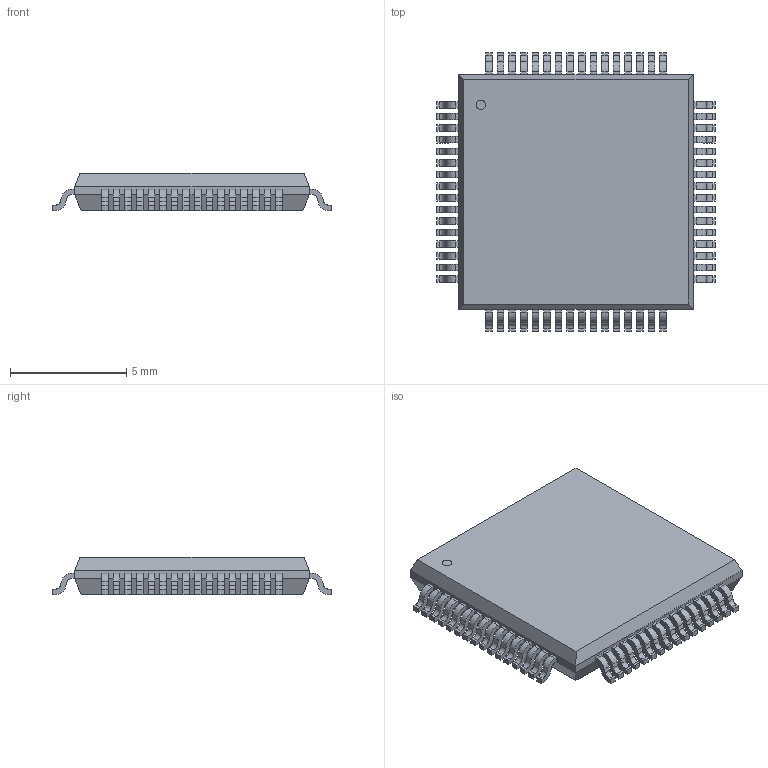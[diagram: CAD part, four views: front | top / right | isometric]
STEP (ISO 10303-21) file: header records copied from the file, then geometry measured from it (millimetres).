
FILE_DESCRIPTION(('STEP AP214'),'1');
FILE_NAME('LQFP-64-M','2019-06-18T12:06:05',(''),(''),'','','');
FILE_SCHEMA(('AUTOMOTIVE_DESIGN'));
Length unit declared in the file: millimetre
Products named in the file (1): product
Bounding box: 12.01 x 12.01 x 1.6 mm (x, y, z)
Volume: 0 mm3; surface area: 347.3 mm2
Topology: 1 solids, 911 shells, 913 faces, 4667 edges, 4666 vertices
Faces by surface type: plane 656, cylinder 257
Full cylindrical faces by diameter (mm): 0.404 x1
Entity records: 51302 total; most frequent: CARTESIAN_POINT 10247, VERTEX_POINT 9330, DIRECTION 7522, ORIENTED_EDGE 4668, EDGE_CURVE 4666, LINE 3640, VECTOR 3640, AXIS2_PLACEMENT_3D 1941
